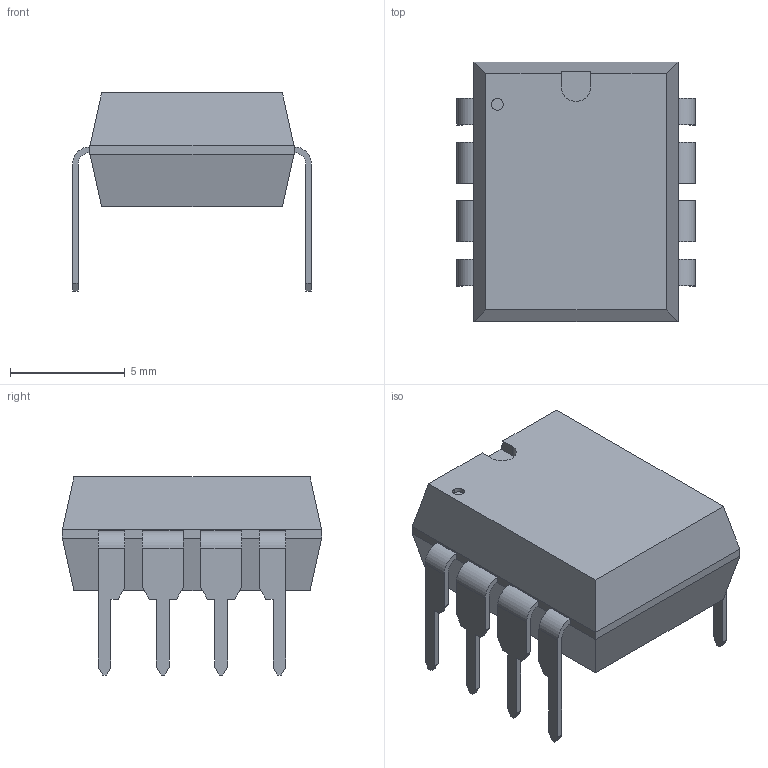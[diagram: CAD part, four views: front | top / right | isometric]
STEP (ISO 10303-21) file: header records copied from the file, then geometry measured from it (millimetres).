
FILE_DESCRIPTION((''),'2;1');
FILE_NAME('DIP8-400.stp','2008-10-14T13:04:10',(''),(''),'Mechanical Desktop 2009','Mechanical Desktop 2009',', , ');
FILE_SCHEMA(('AUTOMOTIVE_DESIGN { 1 2 10303 214 1 1 1 1 }'));
Length unit declared in the file: millimetre
Products named in the file (1): Product
Bounding box: 10.41 x 11.3 x 8.63 mm (x, y, z)
Volume: 464 mm3; surface area: 491.6 mm2
Topology: 9 solids, 9 shells, 153 faces, 394 edges, 260 vertices
Faces by surface type: plane 94, bspline 40, cylinder 19
Entity records: 4626 total; most frequent: CARTESIAN_POINT 928, ORIENTED_EDGE 788, DIRECTION 660, EDGE_CURVE 394, VECTOR 356, LINE 356, VERTEX_POINT 260, EDGE_LOOP 154
